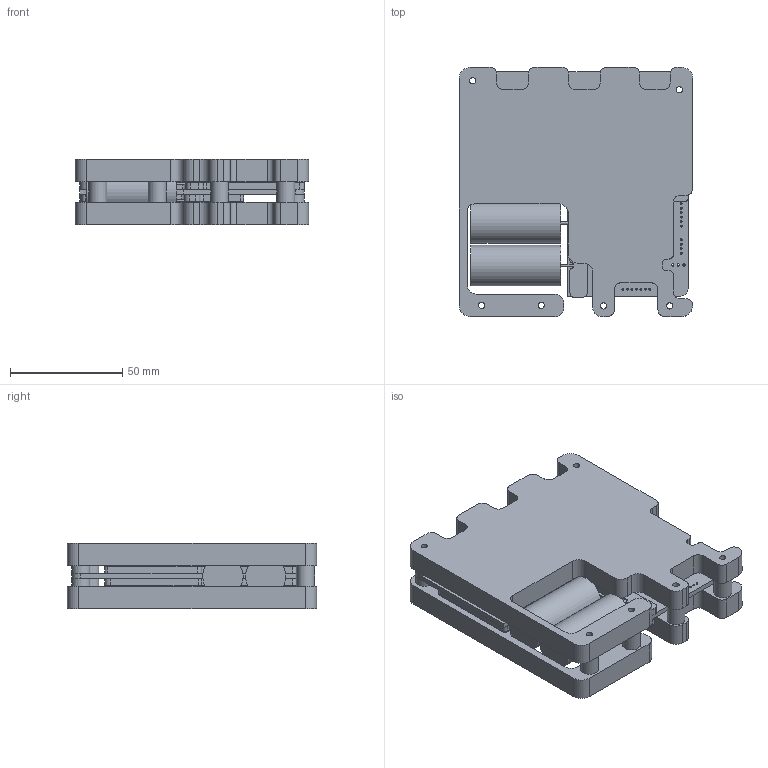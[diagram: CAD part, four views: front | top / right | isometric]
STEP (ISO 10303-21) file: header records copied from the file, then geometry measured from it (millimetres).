
FILE_DESCRIPTION(/* description */ (''),/* implementation_level */ '2;1');
FILE_NAME(/* name */ 'A200S v37_A200S v37 simple v2.step',/* time_stamp */ '2018-05-13T22:45:13+01:00',/* author */ (''),/* organization */ (''),/* preprocessor_version */ 'ST-DEVELOPER v17',/* originating_system */ 'Autodesk Translation Framework v7.1.0.215',/* authorisation */ '');
FILE_SCHEMA (('AUTOMOTIVE_DESIGN { 1 0 10303 214 3 1 1 }'));
Length unit declared in the file: millimetre
Products named in the file (18): A200S v37_A200S v37 simple; Board; A200S Bus bars v2; Component225; Component226; 1000uF 100v cap v4; 1000uF 100v cap v4 (1); Bottom (2); 93657A006_NYLON UNTHREADED SPACER v3; 93657A006_NYLON UNTHREADED SPACER v3 (1); 93657A006_NYLON UNTHREADED SPACER v3 (2); 93657A006_NYLON UNTHREADED SPACER v3 (3); 93657A012_NYLON UNTHREADED SPACER v5; 93657A012_NYLON UNTHREADED SPACER v5 (1); 93657A012_NYLON UNTHREADED SPACER v5 (2); 93657A012_NYLON UNTHREADED SPACER v5 (3); Component239; Component240
Assembly tree (18 placements, depth 3):
  A200S v37_A200S v37 simple
    Board
    A200S Bus bars v2
      Component225
      Component226
    1000uF 100v cap v4
    1000uF 100v cap v4 (1)
    Bottom (2)  x2
    93657A006_NYLON UNTHREADED SPACER v3
    93657A006_NYLON UNTHREADED SPACER v3 (1)
    93657A006_NYLON UNTHREADED SPACER v3 (2)
    93657A006_NYLON UNTHREADED SPACER v3 (3)
    93657A012_NYLON UNTHREADED SPACER v5
    93657A012_NYLON UNTHREADED SPACER v5 (1)
    93657A012_NYLON UNTHREADED SPACER v5 (2)
    93657A012_NYLON UNTHREADED SPACER v5 (3)
    Component239
    Component240
Bounding box: 104 x 111 x 29.05 mm (x, y, z)
Volume: 212662.1 mm3; surface area: 84757.2 mm2
Topology: 17 solids, 17 shells, 427 faces, 1227 edges, 838 vertices
Faces by surface type: cylinder 233, plane 194
Full cylindrical faces by diameter (mm): 0.8 x23, 1 x4, 1.02 x3, 2.8 x12, 4.2 x10, 8 x8, 18 x2
Entity records: 12433 total; most frequent: DIRECTION 2208, CARTESIAN_POINT 2065, ORIENTED_EDGE 1992, EDGE_CURVE 996, AXIS2_PLACEMENT_3D 827, VERTEX_POINT 684, LINE 554, VECTOR 554
